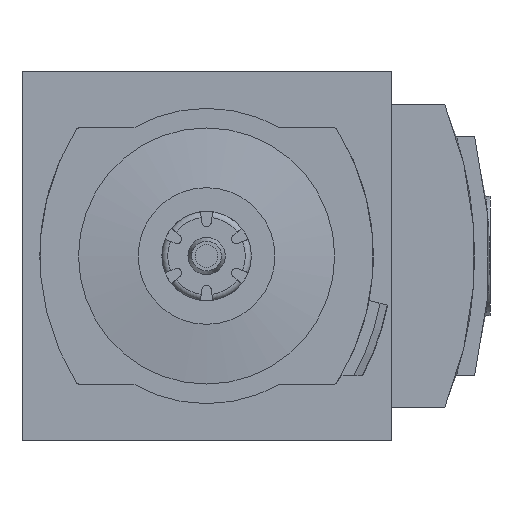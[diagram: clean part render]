
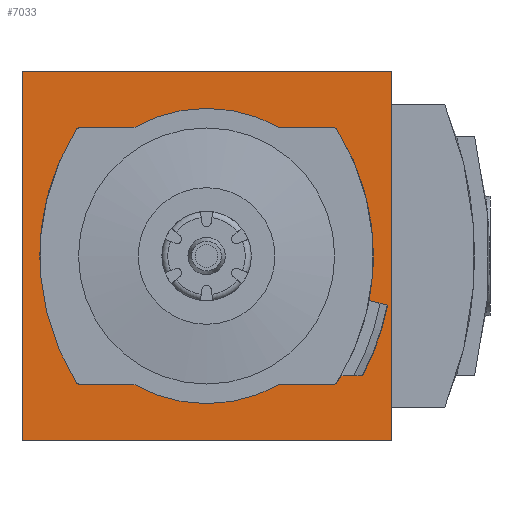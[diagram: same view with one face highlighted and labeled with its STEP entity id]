
A CAD part, front view. The second image highlights one B-rep face of the part: STEP entity #7033.
In plain terms, the highlighted planar face has unit normal (0, -1, 0).
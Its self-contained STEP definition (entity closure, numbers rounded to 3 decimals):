
#120=PLANE('',#7376);
#483=LINE('',#9857,#1046);
#484=LINE('',#9860,#1047);
#485=LINE('',#9862,#1048);
#486=LINE('',#9864,#1049);
#487=LINE('',#9865,#1050);
#488=LINE('',#9869,#1051);
#489=LINE('',#9872,#1052);
#490=LINE('',#9876,#1053);
#491=LINE('',#9881,#1054);
#492=LINE('',#9885,#1055);
#1046=VECTOR('',#8172,1000.);
#1047=VECTOR('',#8173,1000.);
#1048=VECTOR('',#8174,1000.);
#1049=VECTOR('',#8175,1000.);
#1050=VECTOR('',#8176,1000.);
#1051=VECTOR('',#8179,1000.);
#1052=VECTOR('',#8182,1000.);
#1053=VECTOR('',#8185,1000.);
#1054=VECTOR('',#8190,1000.);
#1055=VECTOR('',#8193,1000.);
#1434=CIRCLE('',#7368,40.);
#1436=CIRCLE('',#7370,40.);
#1440=CIRCLE('',#7375,40.);
#1441=CIRCLE('',#7377,41.2);
#1442=CIRCLE('',#7378,0.5);
#1443=CIRCLE('',#7379,24.8);
#1444=CIRCLE('',#7380,0.5);
#1445=CIRCLE('',#7381,0.5);
#1446=CIRCLE('',#7382,24.8);
#1447=CIRCLE('',#7383,0.5);
#1945=ORIENTED_EDGE('',*,*,#3377,.F.);
#1946=ORIENTED_EDGE('',*,*,#3378,.F.);
#1947=ORIENTED_EDGE('',*,*,#3379,.F.);
#1948=ORIENTED_EDGE('',*,*,#3380,.F.);
#1949=ORIENTED_EDGE('',*,*,#3366,.T.);
#1950=ORIENTED_EDGE('',*,*,#3381,.F.);
#1951=ORIENTED_EDGE('',*,*,#3382,.F.);
#1952=ORIENTED_EDGE('',*,*,#3383,.F.);
#1953=ORIENTED_EDGE('',*,*,#3362,.T.);
#1954=ORIENTED_EDGE('',*,*,#3384,.T.);
#1955=ORIENTED_EDGE('',*,*,#3385,.T.);
#1956=ORIENTED_EDGE('',*,*,#3386,.T.);
#1957=ORIENTED_EDGE('',*,*,#3387,.T.);
#1958=ORIENTED_EDGE('',*,*,#3388,.T.);
#1959=ORIENTED_EDGE('',*,*,#3374,.T.);
#1960=ORIENTED_EDGE('',*,*,#3389,.T.);
#1961=ORIENTED_EDGE('',*,*,#3390,.T.);
#1962=ORIENTED_EDGE('',*,*,#3391,.T.);
#1963=ORIENTED_EDGE('',*,*,#3392,.T.);
#1964=ORIENTED_EDGE('',*,*,#3393,.T.);
#3362=EDGE_CURVE('',#4079,#4078,#1434,.T.);
#3366=EDGE_CURVE('',#4075,#4082,#1436,.T.);
#3374=EDGE_CURVE('',#4087,#4090,#1440,.T.);
#3377=EDGE_CURVE('',#4091,#4092,#483,.T.);
#3378=EDGE_CURVE('',#4093,#4091,#484,.T.);
#3379=EDGE_CURVE('',#4094,#4093,#485,.T.);
#3380=EDGE_CURVE('',#4092,#4094,#486,.T.);
#3381=EDGE_CURVE('',#4095,#4082,#487,.T.);
#3382=EDGE_CURVE('',#4096,#4095,#1441,.F.);
#3383=EDGE_CURVE('',#4079,#4096,#488,.T.);
#3384=EDGE_CURVE('',#4078,#4097,#1442,.T.);
#3385=EDGE_CURVE('',#4097,#4098,#489,.T.);
#3386=EDGE_CURVE('',#4098,#4099,#1443,.T.);
#3387=EDGE_CURVE('',#4099,#4100,#490,.T.);
#3388=EDGE_CURVE('',#4100,#4087,#1444,.T.);
#3389=EDGE_CURVE('',#4090,#4101,#1445,.T.);
#3390=EDGE_CURVE('',#4101,#4102,#491,.T.);
#3391=EDGE_CURVE('',#4102,#4103,#1446,.T.);
#3392=EDGE_CURVE('',#4103,#4104,#492,.T.);
#3393=EDGE_CURVE('',#4104,#4075,#1447,.T.);
#4075=VERTEX_POINT('',#9822);
#4078=VERTEX_POINT('',#9827);
#4079=VERTEX_POINT('',#9829);
#4082=VERTEX_POINT('',#9835);
#4087=VERTEX_POINT('',#9847);
#4090=VERTEX_POINT('',#9852);
#4091=VERTEX_POINT('',#9858);
#4092=VERTEX_POINT('',#9859);
#4093=VERTEX_POINT('',#9861);
#4094=VERTEX_POINT('',#9863);
#4095=VERTEX_POINT('',#9866);
#4096=VERTEX_POINT('',#9868);
#4097=VERTEX_POINT('',#9871);
#4098=VERTEX_POINT('',#9873);
#4099=VERTEX_POINT('',#9875);
#4100=VERTEX_POINT('',#9877);
#4101=VERTEX_POINT('',#9880);
#4102=VERTEX_POINT('',#9882);
#4103=VERTEX_POINT('',#9884);
#4104=VERTEX_POINT('',#9886);
#4511=EDGE_LOOP('',(#1945,#1946,#1947,#1948));
#4512=EDGE_LOOP('',(#1949,#1950,#1951,#1952,#1953,#1954,#1955,#1956,#1957,
#1958,#1959,#1960,#1961,#1962,#1963,#1964));
#4853=FACE_BOUND('',#4511,.T.);
#4854=FACE_BOUND('',#4512,.T.);
#7033=ADVANCED_FACE('',(#4853,#4854),#120,.F.);
#7368=AXIS2_PLACEMENT_3D('',#9828,#8146,#8147);
#7370=AXIS2_PLACEMENT_3D('',#9836,#8152,#8153);
#7375=AXIS2_PLACEMENT_3D('',#9853,#8166,#8167);
#7376=AXIS2_PLACEMENT_3D('',#9856,#8170,#8171);
#7377=AXIS2_PLACEMENT_3D('',#9867,#8177,#8178);
#7378=AXIS2_PLACEMENT_3D('',#9870,#8180,#8181);
#7379=AXIS2_PLACEMENT_3D('',#9874,#8183,#8184);
#7380=AXIS2_PLACEMENT_3D('',#9878,#8186,#8187);
#7381=AXIS2_PLACEMENT_3D('',#9879,#8188,#8189);
#7382=AXIS2_PLACEMENT_3D('',#9883,#8191,#8192);
#7383=AXIS2_PLACEMENT_3D('',#9887,#8194,#8195);
#8146=DIRECTION('',(0.,1.,0.));
#8147=DIRECTION('',(1.,0.,0.));
#8152=DIRECTION('',(0.,1.,0.));
#8153=DIRECTION('',(1.,0.,0.));
#8166=DIRECTION('',(0.,1.,0.));
#8167=DIRECTION('',(1.,0.,0.));
#8170=DIRECTION('',(0.,1.,0.));
#8171=DIRECTION('',(0.,0.,1.));
#8172=DIRECTION('',(-1.,0.,0.));
#8173=DIRECTION('',(0.,0.,-1.));
#8174=DIRECTION('',(1.,0.,0.));
#8175=DIRECTION('',(0.,0.,1.));
#8176=DIRECTION('',(-0.966,0.,0.259));
#8177=DIRECTION('',(0.,1.,0.));
#8178=DIRECTION('',(0.,0.,1.));
#8179=DIRECTION('',(1.,0.,0.));
#8180=DIRECTION('',(0.,1.,0.));
#8181=DIRECTION('',(1.,0.,0.));
#8182=DIRECTION('',(-1.,0.,0.));
#8183=DIRECTION('',(0.,1.,0.));
#8184=DIRECTION('',(1.,0.,0.));
#8185=DIRECTION('',(-1.,0.,0.));
#8186=DIRECTION('',(0.,1.,0.));
#8187=DIRECTION('',(1.,0.,0.));
#8188=DIRECTION('',(0.,1.,0.));
#8189=DIRECTION('',(1.,0.,0.));
#8190=DIRECTION('',(1.,0.,0.));
#8191=DIRECTION('',(0.,1.,0.));
#8192=DIRECTION('',(1.,0.,0.));
#8193=DIRECTION('',(1.,0.,0.));
#8194=DIRECTION('',(0.,1.,0.));
#8195=DIRECTION('',(1.,0.,0.));
#9822=CARTESIAN_POINT('',(21.879,-45.5,21.266));
#9827=CARTESIAN_POINT('',(21.879,-45.5,-21.266));
#9828=CARTESIAN_POINT('',(-12.,-45.5,0.));
#9829=CARTESIAN_POINT('',(22.554,-45.5,-20.15));
#9835=CARTESIAN_POINT('',(27.298,-45.5,-7.463));
#9836=CARTESIAN_POINT('',(-12.,-45.5,0.));
#9847=CARTESIAN_POINT('',(-21.879,-45.5,-21.266));
#9852=CARTESIAN_POINT('',(-21.879,-45.5,21.266));
#9853=CARTESIAN_POINT('',(12.,-45.5,0.));
#9856=CARTESIAN_POINT('',(0.,-45.5,0.));
#9857=CARTESIAN_POINT('',(31.,-45.5,-31.));
#9858=CARTESIAN_POINT('',(31.,-45.5,-31.));
#9859=CARTESIAN_POINT('',(-31.,-45.5,-31.));
#9860=CARTESIAN_POINT('',(31.,-45.5,31.));
#9861=CARTESIAN_POINT('',(31.,-45.5,31.));
#9862=CARTESIAN_POINT('',(-31.,-45.5,31.));
#9863=CARTESIAN_POINT('',(-31.,-45.5,31.));
#9864=CARTESIAN_POINT('',(-31.,-45.5,-31.));
#9865=CARTESIAN_POINT('',(30.42,-45.5,-8.3));
#9866=CARTESIAN_POINT('',(28.46,-45.5,-7.775));
#9867=CARTESIAN_POINT('',(-12.,-45.5,0.));
#9868=CARTESIAN_POINT('',(23.936,-45.5,-20.15));
#9869=CARTESIAN_POINT('',(0.,-45.5,-20.15));
#9870=CARTESIAN_POINT('',(21.455,-45.5,-21.));
#9871=CARTESIAN_POINT('',(21.455,-45.5,-21.5));
#9872=CARTESIAN_POINT('',(21.455,-45.5,-21.5));
#9873=CARTESIAN_POINT('',(12.361,-45.5,-21.5));
#9874=CARTESIAN_POINT('',(0.,-45.5,0.));
#9875=CARTESIAN_POINT('',(-12.361,-45.5,-21.5));
#9876=CARTESIAN_POINT('',(-12.361,-45.5,-21.5));
#9877=CARTESIAN_POINT('',(-21.455,-45.5,-21.5));
#9878=CARTESIAN_POINT('',(-21.455,-45.5,-21.));
#9879=CARTESIAN_POINT('',(-21.455,-45.5,21.));
#9880=CARTESIAN_POINT('',(-21.455,-45.5,21.5));
#9881=CARTESIAN_POINT('',(-21.455,-45.5,21.5));
#9882=CARTESIAN_POINT('',(-12.361,-45.5,21.5));
#9883=CARTESIAN_POINT('',(0.,-45.5,0.));
#9884=CARTESIAN_POINT('',(12.361,-45.5,21.5));
#9885=CARTESIAN_POINT('',(12.361,-45.5,21.5));
#9886=CARTESIAN_POINT('',(21.455,-45.5,21.5));
#9887=CARTESIAN_POINT('',(21.455,-45.5,21.));
